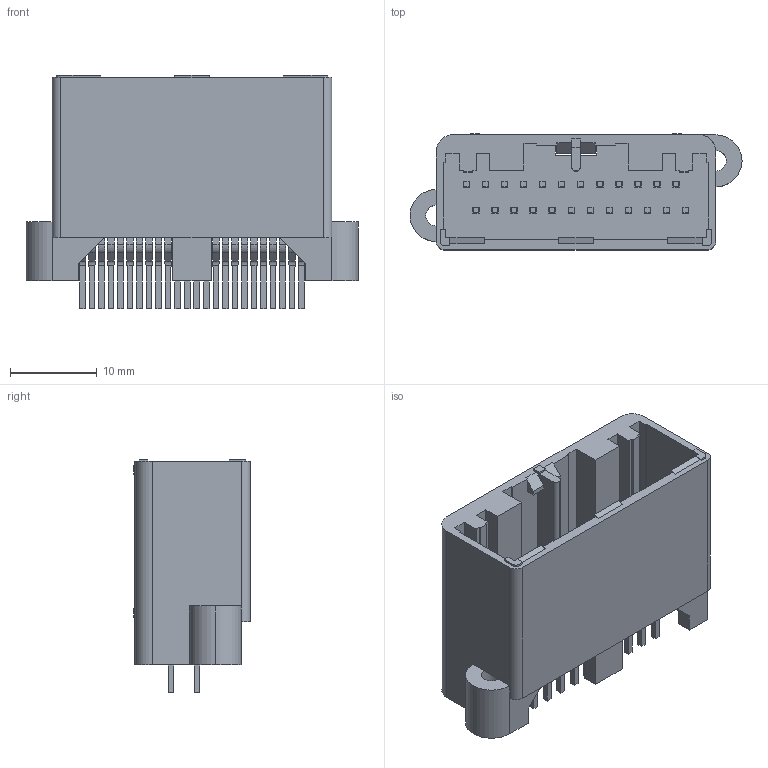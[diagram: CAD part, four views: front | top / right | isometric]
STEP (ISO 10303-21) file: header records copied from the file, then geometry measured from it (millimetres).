
FILE_DESCRIPTION (( 'STEP AP203' ), '1' );
FILE_NAME ('K3D-MX34024UF1-V3_JAE_Proprietary.STEP', '2014-04-07T05:54:21', ( '' ), ( '' ), 'SwSTEP 2.0', 'SolidWorks 2012', '' );
FILE_SCHEMA (( 'CONFIG_CONTROL_DESIGN' ));
Length unit declared in the file: millimetre
Products named in the file (1): K3D-MX34024UF1-V3_JAE_Proprietary
Bounding box: 38.3 x 13.4 x 26.9 mm (x, y, z)
Volume: 4253.5 mm3; surface area: 5759.3 mm2
Topology: 1 solids, 1 shells, 771 faces, 2053 edges, 1333 vertices
Faces by surface type: plane 609, cylinder 114, bspline 48
Entity records: 23877 total; most frequent: CARTESIAN_POINT 4926, ORIENTED_EDGE 4106, DIRECTION 3542, EDGE_CURVE 2053, LINE 1628, VECTOR 1628, VERTEX_POINT 1333, AXIS2_PLACEMENT_3D 957
